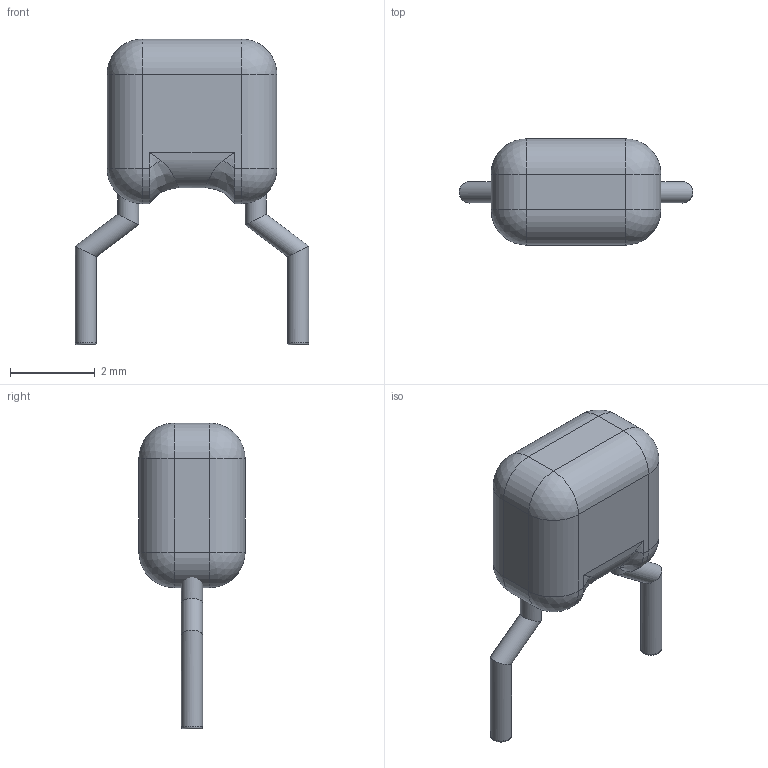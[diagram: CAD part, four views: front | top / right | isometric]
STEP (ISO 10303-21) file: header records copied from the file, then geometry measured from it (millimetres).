
FILE_DESCRIPTION(/* description */ (''),/* implementation_level */ '2;1');
FILE_NAME(/* name */ 'Capacitor-Murata-RCE-K-5mm.step',/* time_stamp */ '2023-10-24T09:41:08+02:00',/* author */ (''),/* organization */ (''),/* preprocessor_version */ 'ST-DEVELOPER v20',/* originating_system */ 'Autodesk Translation Framework v12.14.0.127',/* authorisation */ '');
FILE_SCHEMA (('AUTOMOTIVE_DESIGN { 1 0 10303 214 3 1 1 }'));
Length unit declared in the file: millimetre
Products named in the file (3): Capacitor-Murata-RCE-K-5mm; Leads; Body
Assembly tree (2 placements, depth 2):
  Capacitor-Murata-RCE-K-5mm
    Leads
    Body
Bounding box: 5.5 x 2.5 x 7.2 mm (x, y, z)
Volume: 33.5 mm3; surface area: 68 mm2
Topology: 3 solids, 3 shells, 54 faces, 116 edges, 64 vertices
Faces by surface type: cylinder 24, plane 12, bspline 8, sphere 8, torus 2
Full cylindrical faces by diameter (mm): 0.5 x6
Entity records: 1729 total; most frequent: CARTESIAN_POINT 480, DIRECTION 266, ORIENTED_EDGE 224, EDGE_CURVE 112, AXIS2_PLACEMENT_3D 110, VERTEX_POINT 64, FACE_OUTER_BOUND 54, EDGE_LOOP 54
